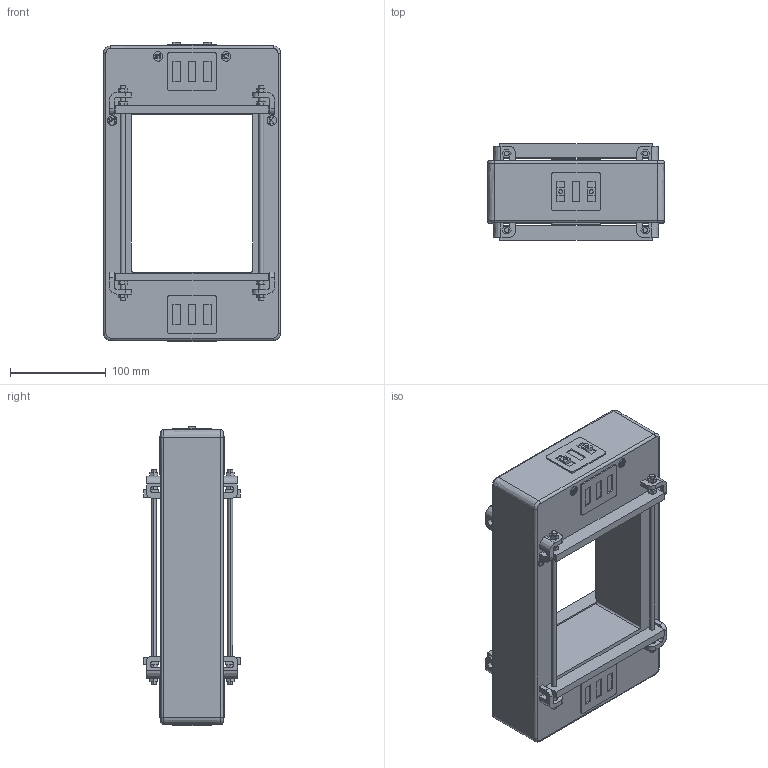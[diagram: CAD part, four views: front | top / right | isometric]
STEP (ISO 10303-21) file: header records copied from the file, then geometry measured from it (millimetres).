
FILE_DESCRIPTION(/* description */ (''),/* implementation_level */ '2;1');
FILE_NAME(/* name */ 'TAT165',/* time_stamp */ '2011-05-24T15:10:13+02:00',/* author */ (''),/* organization */ (''),/* preprocessor_version */ 'ST-DEVELOPER v8',/* originating_system */ '',/* authorisation */ '');
FILE_SCHEMA (('CONFIG_CONTROL_DESIGN'));
Length unit declared in the file: millimetre
Products named in the file (1): 1
Bounding box: 185 x 101 x 313.5 mm (x, y, z)
Volume: 2462184.6 mm3; surface area: 255112 mm2
Topology: 48 solids, 48 shells, 632 faces, 1580 edges, 1048 vertices
Faces by surface type: bspline 632
Entity records: 23718 total; most frequent: CARTESIAN_POINT 13774, ORIENTED_EDGE 3160, EDGE_CURVE 1580, B_SPLINE_CURVE_WITH_KNOTS 1396, VERTEX_POINT 1074, EDGE_LOOP 728, ADVANCED_FACE 632, FACE_OUTER_BOUND 632
